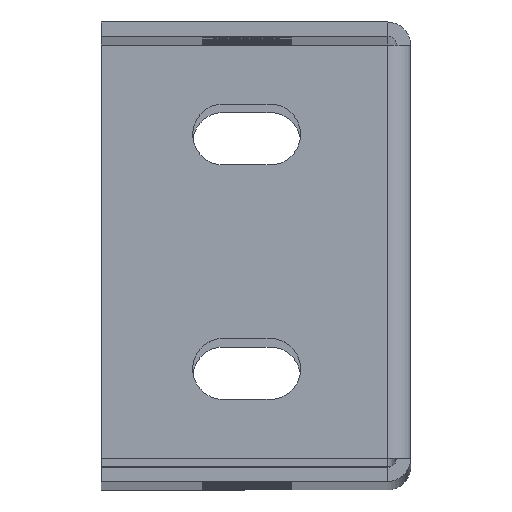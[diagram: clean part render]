
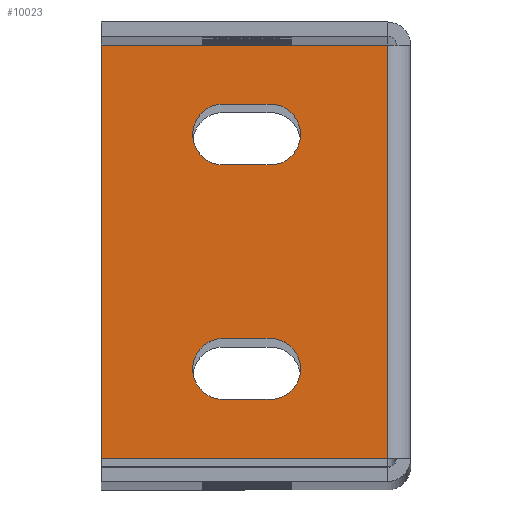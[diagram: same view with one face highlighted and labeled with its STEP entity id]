
A CAD part, top view. The second image highlights one B-rep face of the part: STEP entity #10023.
In plain terms, the highlighted planar face has unit normal (0, 0, 1).
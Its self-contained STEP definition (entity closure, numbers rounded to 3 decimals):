
#88 = VERTEX_POINT ( 'NONE', #8528 ) ;
#139 = VECTOR ( 'NONE', #8440, 1000. ) ;
#297 = EDGE_CURVE ( 'NONE', #11578, #10420, #4599, .T. ) ;
#369 = VERTEX_POINT ( 'NONE', #6928 ) ;
#480 = AXIS2_PLACEMENT_3D ( 'NONE', #12026, #2439, #6732 ) ;
#683 = ORIENTED_EDGE ( 'NONE', *, *, #5404, .T. ) ;
#696 = VERTEX_POINT ( 'NONE', #12714 ) ;
#745 = LINE ( 'NONE', #9293, #11184 ) ;
#776 = EDGE_CURVE ( 'NONE', #11832, #3492, #8867, .T. ) ;
#791 = AXIS2_PLACEMENT_3D ( 'NONE', #8607, #3202, #12862 ) ;
#1214 = AXIS2_PLACEMENT_3D ( 'NONE', #9118, #13587, #13521 ) ;
#1590 = EDGE_CURVE ( 'NONE', #6437, #3198, #2519, .T. ) ;
#1753 = FACE_BOUND ( 'NONE', #11811, .T. ) ;
#2021 = VECTOR ( 'NONE', #5515, 1000. ) ;
#2146 = LINE ( 'NONE', #12986, #2021 ) ;
#2273 = DIRECTION ( 'NONE',  ( 0., -1., 0. ) ) ;
#2439 = DIRECTION ( 'NONE',  ( 0., 0., -1. ) ) ;
#2519 = CIRCLE ( 'NONE', #10331, 3.25 ) ;
#2598 = VECTOR ( 'NONE', #10784, 1000. ) ;
#2656 = ORIENTED_EDGE ( 'NONE', *, *, #776, .T. ) ;
#2820 = CARTESIAN_POINT ( 'NONE',  ( 18., -33.75, 521.5 ) ) ;
#2865 = DIRECTION ( 'NONE',  ( 0., 0., -1. ) ) ;
#3151 = LINE ( 'NONE', #4410, #2598 ) ;
#3198 = VERTEX_POINT ( 'NONE', #11418 ) ;
#3202 = DIRECTION ( 'NONE',  ( 0., 0., -1. ) ) ;
#3229 = ORIENTED_EDGE ( 'NONE', *, *, #11769, .T. ) ;
#3425 = ORIENTED_EDGE ( 'NONE', *, *, #11962, .T. ) ;
#3492 = VERTEX_POINT ( 'NONE', #7016 ) ;
#3538 = CARTESIAN_POINT ( 'NONE',  ( 0., 0., 521.5 ) ) ;
#3581 = CARTESIAN_POINT ( 'NONE',  ( 9.75, -37., 521.5 ) ) ;
#3677 = EDGE_LOOP ( 'NONE', ( #13640, #683, #2656, #3994 ) ) ;
#3940 = EDGE_CURVE ( 'NONE', #6413, #696, #10982, .T. ) ;
#3951 = DIRECTION ( 'NONE',  ( -1., 0., 0. ) ) ;
#3994 = ORIENTED_EDGE ( 'NONE', *, *, #12494, .T. ) ;
#4390 = CARTESIAN_POINT ( 'NONE',  ( 30.5, -46.5, 521.5 ) ) ;
#4410 = CARTESIAN_POINT ( 'NONE',  ( 0., -40.25, 521.5 ) ) ;
#4504 = VERTEX_POINT ( 'NONE', #13733 ) ;
#4567 = VERTEX_POINT ( 'NONE', #5402 ) ;
#4599 = LINE ( 'NONE', #13069, #6835 ) ;
#4789 = LINE ( 'NONE', #13395, #13289 ) ;
#4819 = DIRECTION ( 'NONE',  ( 1., 0., 0. ) ) ;
#4892 = CARTESIAN_POINT ( 'NONE',  ( 13., -37., 521.5 ) ) ;
#5151 = DIRECTION ( 'NONE',  ( 0., -1., 0. ) ) ;
#5402 = CARTESIAN_POINT ( 'NONE',  ( 13., -40.25, 521.5 ) ) ;
#5404 = EDGE_CURVE ( 'NONE', #88, #11832, #2146, .T. ) ;
#5515 = DIRECTION ( 'NONE',  ( -1., 0., 0. ) ) ;
#5678 = CIRCLE ( 'NONE', #13276, 3.25 ) ;
#5758 = CARTESIAN_POINT ( 'NONE',  ( 0., -2.5, 521.5 ) ) ;
#5888 = CIRCLE ( 'NONE', #10123, 3.25 ) ;
#5937 = CARTESIAN_POINT ( 'NONE',  ( 18., -12., 521.5 ) ) ;
#6156 = VECTOR ( 'NONE', #5151, 1000. ) ;
#6346 = VECTOR ( 'NONE', #2273, 1000. ) ;
#6413 = VERTEX_POINT ( 'NONE', #10675 ) ;
#6437 = VERTEX_POINT ( 'NONE', #11656 ) ;
#6732 = DIRECTION ( 'NONE',  ( -1., 0., 0. ) ) ;
#6835 = VECTOR ( 'NONE', #8877, 1000. ) ;
#6863 = ORIENTED_EDGE ( 'NONE', *, *, #8492, .T. ) ;
#6928 = CARTESIAN_POINT ( 'NONE',  ( 30.5, -46.5, 521.5 ) ) ;
#6946 = DIRECTION ( 'NONE',  ( 0., 0., -1. ) ) ;
#7016 = CARTESIAN_POINT ( 'NONE',  ( 0., -46.5, 521.5 ) ) ;
#7051 = CIRCLE ( 'NONE', #10602, 3.25 ) ;
#7308 = DIRECTION ( 'NONE',  ( 0., 0., -1. ) ) ;
#7320 = CARTESIAN_POINT ( 'NONE',  ( 0., -8.75, 521.5 ) ) ;
#7532 = LINE ( 'NONE', #7320, #139 ) ;
#8067 = FACE_BOUND ( 'NONE', #8904, .T. ) ;
#8426 = DIRECTION ( 'NONE',  ( -1., 0., 0. ) ) ;
#8440 = DIRECTION ( 'NONE',  ( 1., 0., 0. ) ) ;
#8492 = EDGE_CURVE ( 'NONE', #10420, #4504, #5888, .T. ) ;
#8528 = CARTESIAN_POINT ( 'NONE',  ( 30.5, -2.5, 521.5 ) ) ;
#8607 = CARTESIAN_POINT ( 'NONE',  ( 13., -37., 521.5 ) ) ;
#8867 = LINE ( 'NONE', #3538, #6346 ) ;
#8877 = DIRECTION ( 'NONE',  ( 1., 0., 0. ) ) ;
#8904 = EDGE_LOOP ( 'NONE', ( #3229, #13066, #11614, #10688, #6863 ) ) ;
#9118 = CARTESIAN_POINT ( 'NONE',  ( 0., 0., 521.5 ) ) ;
#9174 = DIRECTION ( 'NONE',  ( -1., 0., 0. ) ) ;
#9256 = FACE_OUTER_BOUND ( 'NONE', #3677, .T. ) ;
#9293 = CARTESIAN_POINT ( 'NONE',  ( 0., -46.5, 521.5 ) ) ;
#9329 = CARTESIAN_POINT ( 'NONE',  ( 13., -33.75, 521.5 ) ) ;
#9410 = EDGE_CURVE ( 'NONE', #12127, #6437, #7532, .T. ) ;
#9522 = ORIENTED_EDGE ( 'NONE', *, *, #9410, .T. ) ;
#9530 = DIRECTION ( 'NONE',  ( 0., 0., -1. ) ) ;
#9656 = EDGE_CURVE ( 'NONE', #3198, #6413, #4789, .T. ) ;
#10004 = ORIENTED_EDGE ( 'NONE', *, *, #9656, .T. ) ;
#10014 = CARTESIAN_POINT ( 'NONE',  ( 13., -12., 521.5 ) ) ;
#10023 = ADVANCED_FACE ( 'NONE', ( #8067, #1753, #9256 ), #13449, .F. ) ;
#10123 = AXIS2_PLACEMENT_3D ( 'NONE', #11701, #7308, #8426 ) ;
#10331 = AXIS2_PLACEMENT_3D ( 'NONE', #5937, #9530, #11305 ) ;
#10420 = VERTEX_POINT ( 'NONE', #2820 ) ;
#10481 = CARTESIAN_POINT ( 'NONE',  ( 13., -8.75, 521.5 ) ) ;
#10602 = AXIS2_PLACEMENT_3D ( 'NONE', #10014, #6946, #12186 ) ;
#10675 = CARTESIAN_POINT ( 'NONE',  ( 13., -15.25, 521.5 ) ) ;
#10688 = ORIENTED_EDGE ( 'NONE', *, *, #297, .T. ) ;
#10784 = DIRECTION ( 'NONE',  ( -1., 0., 0. ) ) ;
#10794 = EDGE_CURVE ( 'NONE', #88, #369, #11743, .T. ) ;
#10872 = EDGE_CURVE ( 'NONE', #11477, #11578, #13751, .T. ) ;
#10982 = CIRCLE ( 'NONE', #480, 3.25 ) ;
#11020 = ORIENTED_EDGE ( 'NONE', *, *, #1590, .T. ) ;
#11184 = VECTOR ( 'NONE', #4819, 1000. ) ;
#11282 = ORIENTED_EDGE ( 'NONE', *, *, #3940, .T. ) ;
#11305 = DIRECTION ( 'NONE',  ( -1., 0., 0. ) ) ;
#11418 = CARTESIAN_POINT ( 'NONE',  ( 18., -15.25, 521.5 ) ) ;
#11477 = VERTEX_POINT ( 'NONE', #3581 ) ;
#11578 = VERTEX_POINT ( 'NONE', #9329 ) ;
#11614 = ORIENTED_EDGE ( 'NONE', *, *, #10872, .T. ) ;
#11656 = CARTESIAN_POINT ( 'NONE',  ( 18., -8.75, 521.5 ) ) ;
#11701 = CARTESIAN_POINT ( 'NONE',  ( 18., -37., 521.5 ) ) ;
#11743 = LINE ( 'NONE', #4390, #6156 ) ;
#11769 = EDGE_CURVE ( 'NONE', #4504, #4567, #3151, .T. ) ;
#11811 = EDGE_LOOP ( 'NONE', ( #9522, #11020, #10004, #11282, #3425 ) ) ;
#11832 = VERTEX_POINT ( 'NONE', #5758 ) ;
#11962 = EDGE_CURVE ( 'NONE', #696, #12127, #7051, .T. ) ;
#12026 = CARTESIAN_POINT ( 'NONE',  ( 13., -12., 521.5 ) ) ;
#12085 = EDGE_CURVE ( 'NONE', #4567, #11477, #5678, .T. ) ;
#12127 = VERTEX_POINT ( 'NONE', #10481 ) ;
#12186 = DIRECTION ( 'NONE',  ( -1., 0., 0. ) ) ;
#12494 = EDGE_CURVE ( 'NONE', #3492, #369, #745, .T. ) ;
#12714 = CARTESIAN_POINT ( 'NONE',  ( 9.75, -12., 521.5 ) ) ;
#12862 = DIRECTION ( 'NONE',  ( -1., 0., 0. ) ) ;
#12986 = CARTESIAN_POINT ( 'NONE',  ( 0., -2.5, 521.5 ) ) ;
#13066 = ORIENTED_EDGE ( 'NONE', *, *, #12085, .T. ) ;
#13069 = CARTESIAN_POINT ( 'NONE',  ( 0., -33.75, 521.5 ) ) ;
#13276 = AXIS2_PLACEMENT_3D ( 'NONE', #4892, #2865, #9174 ) ;
#13289 = VECTOR ( 'NONE', #3951, 1000. ) ;
#13395 = CARTESIAN_POINT ( 'NONE',  ( 0., -15.25, 521.5 ) ) ;
#13449 = PLANE ( 'NONE',  #1214 ) ;
#13521 = DIRECTION ( 'NONE',  ( -1., 0., 0. ) ) ;
#13587 = DIRECTION ( 'NONE',  ( 0., 0., -1. ) ) ;
#13640 = ORIENTED_EDGE ( 'NONE', *, *, #10794, .F. ) ;
#13733 = CARTESIAN_POINT ( 'NONE',  ( 18., -40.25, 521.5 ) ) ;
#13751 = CIRCLE ( 'NONE', #791, 3.25 ) ;
